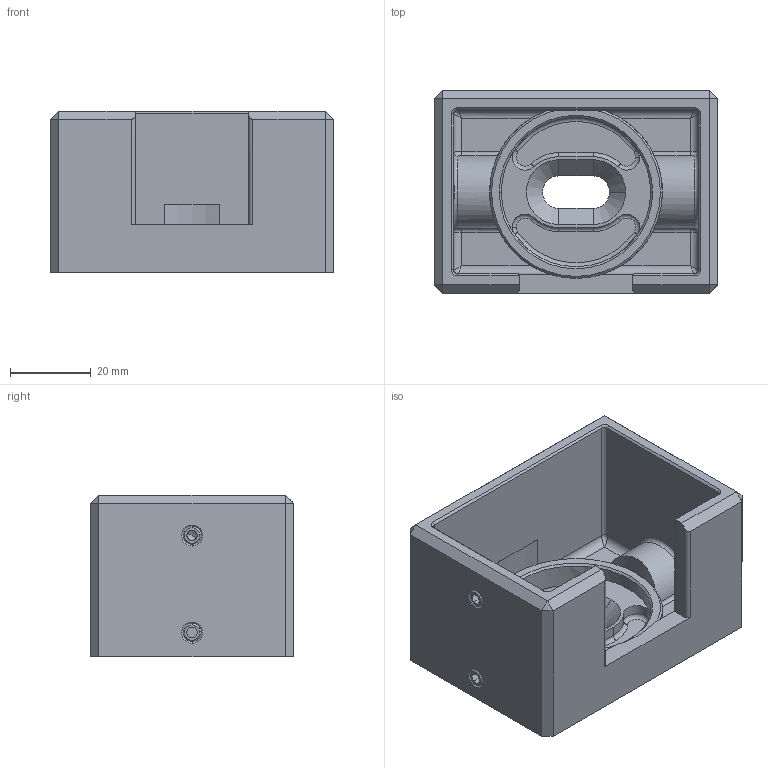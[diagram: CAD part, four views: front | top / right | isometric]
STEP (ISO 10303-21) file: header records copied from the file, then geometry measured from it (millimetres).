
FILE_DESCRIPTION (( 'STEP AP203' ), '1' );
FILE_NAME ('60398-V4A-L.step', '2019-05-07T09:11:49', ( '' ), ( '' ), 'SwSTEP 2.0', 'SolidWorks 2015', '' );
FILE_SCHEMA (( 'CONFIG_CONTROL_DESIGN' ));
Length unit declared in the file: millimetre
Products named in the file (5): 6039X-240-X Teil2_6039X-V4A-X Teil2; DIN913_DIN 913 M5x5; 6039X-240-X Teil1_60398-V4A-L Teil1; 60398-V4A-L; DIN914_DIN 914 M5x15
Assembly tree (4 placements, depth 2):
  60398-V4A-L
    6039X-240-X Teil1_60398-V4A-L Teil1
    6039X-240-X Teil2_6039X-V4A-X Teil2
    DIN913_DIN 913 M5x5
    DIN914_DIN 914 M5x15
Bounding box: 70 x 50 x 40 mm (x, y, z)
Volume: 50084.1 mm3; surface area: 25509.5 mm2
Topology: 4 solids, 4 shells, 532 faces, 1335 edges, 848 vertices
Faces by surface type: plane 256, bspline 140, cylinder 74, cone 33, torus 29
Entity records: 24040 total; most frequent: CARTESIAN_POINT 11674, ORIENTED_EDGE 2658, DIRECTION 2047, EDGE_CURVE 1329, VERTEX_POINT 848, VECTOR 813, LINE 813, AXIS2_PLACEMENT_3D 617
